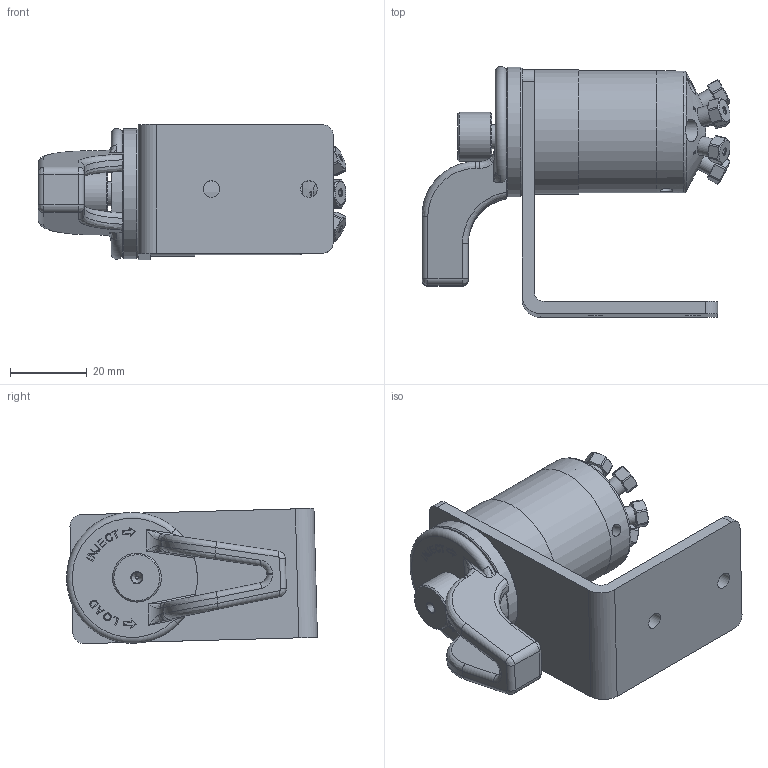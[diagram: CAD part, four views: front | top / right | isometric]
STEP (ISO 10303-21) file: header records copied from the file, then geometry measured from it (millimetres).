
FILE_DESCRIPTION((''),'2;1');
FILE_NAME('322115-C1CFI-2006 valve manual actuated.stp','2013-08-19T11:09:37',('Franzp'),(''),'Autodesk Inventor 2013','Autodesk Inventor 2013','');
FILE_SCHEMA(('AUTOMOTIVE_DESIGN { 1 0 10303 214 1 1 1 1 }'));
Length unit declared in the file: millimetre
Products named in the file (1): 322115_Shrinkwrap_1
Bounding box: 80.02 x 65.18 x 35.15 mm (x, y, z)
Surface area: 23089.3 mm2 (no closed solid volume)
Topology: 0 solids, 34 shells, 277 faces, 1046 edges, 799 vertices
Faces by surface type: plane 107, cylinder 105, cone 33, bspline 26, torus 6
Full cylindrical faces by diameter (mm): 1.727 x6, 3.175 x1, 3.22 x2, 3.8 x1, 4.3 x2, 4.32 x2, 4.826 x6, 5.89 x2, 6.299 x1, 8.9 x1, 12.7 x1, 31.75 x2, 32.4 x1, 33.8 x1
Entity records: 12655 total; most frequent: CARTESIAN_POINT 4144, DIRECTION 1543, ORIENTED_EDGE 1478, EDGE_CURVE 947, VERTEX_POINT 766, AXIS2_PLACEMENT_3D 579, EDGE_LOOP 429, VECTOR 385
